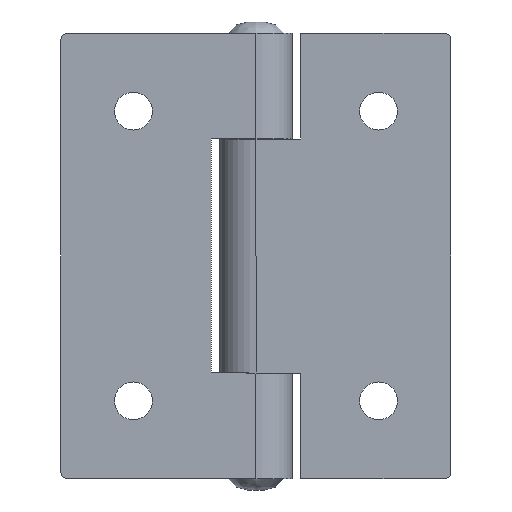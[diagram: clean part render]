
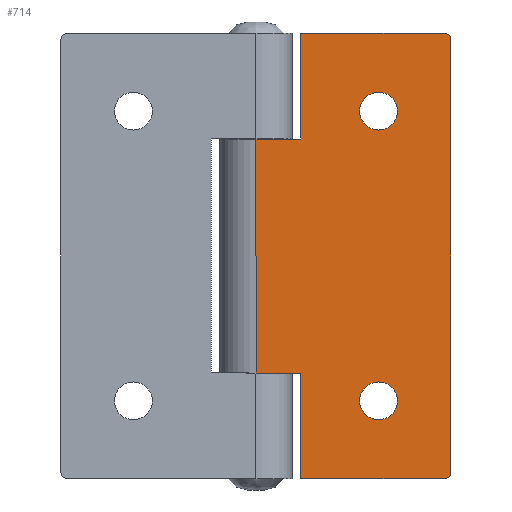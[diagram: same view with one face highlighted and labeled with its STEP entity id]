
A CAD part, front view. The second image highlights one B-rep face of the part: STEP entity #714.
In plain terms, the highlighted planar face has unit normal (0, -1, 0).
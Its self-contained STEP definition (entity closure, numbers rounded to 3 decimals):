
#42=FACE_BOUND('',#150,.T.);
#43=FACE_BOUND('',#151,.T.);
#63=PLANE('',#783);
#99=FACE_OUTER_BOUND('',#149,.T.);
#149=EDGE_LOOP('',(#600,#601,#602,#603,#604,#605,#606,#607,#608,#609));
#150=EDGE_LOOP('',(#610));
#151=EDGE_LOOP('',(#611));
#201=LINE('',#1214,#259);
#204=LINE('',#1220,#262);
#205=LINE('',#1222,#263);
#206=LINE('',#1224,#264);
#207=LINE('',#1226,#265);
#208=LINE('',#1228,#266);
#209=LINE('',#1230,#267);
#210=LINE('',#1232,#268);
#259=VECTOR('',#946,38.8);
#262=VECTOR('',#951,12.9);
#263=VECTOR('',#952,9.5);
#264=VECTOR('',#953,4.);
#265=VECTOR('',#954,21.);
#266=VECTOR('',#955,4.);
#267=VECTOR('',#956,9.5);
#268=VECTOR('',#957,12.9);
#309=CIRCLE('',#781,0.6);
#310=CIRCLE('',#784,0.6);
#311=CIRCLE('',#785,1.7);
#312=CIRCLE('',#786,1.7);
#361=VERTEX_POINT('',#1207);
#362=VERTEX_POINT('',#1209);
#363=VERTEX_POINT('',#1213);
#365=VERTEX_POINT('',#1219);
#366=VERTEX_POINT('',#1221);
#367=VERTEX_POINT('',#1223);
#368=VERTEX_POINT('',#1225);
#369=VERTEX_POINT('',#1227);
#370=VERTEX_POINT('',#1229);
#371=VERTEX_POINT('',#1231);
#372=VERTEX_POINT('',#1234);
#373=VERTEX_POINT('',#1236);
#444=EDGE_CURVE('',#361,#362,#309,.T.);
#446=EDGE_CURVE('',#362,#363,#201,.T.);
#449=EDGE_CURVE('',#365,#361,#204,.T.);
#450=EDGE_CURVE('',#365,#366,#205,.T.);
#451=EDGE_CURVE('',#366,#367,#206,.T.);
#452=EDGE_CURVE('',#367,#368,#207,.T.);
#453=EDGE_CURVE('',#368,#369,#208,.T.);
#454=EDGE_CURVE('',#369,#370,#209,.T.);
#455=EDGE_CURVE('',#371,#370,#210,.T.);
#456=EDGE_CURVE('',#363,#371,#310,.T.);
#457=EDGE_CURVE('',#372,#372,#311,.T.);
#458=EDGE_CURVE('',#373,#373,#312,.T.);
#600=ORIENTED_EDGE('',*,*,#444,.F.);
#601=ORIENTED_EDGE('',*,*,#449,.F.);
#602=ORIENTED_EDGE('',*,*,#450,.T.);
#603=ORIENTED_EDGE('',*,*,#451,.T.);
#604=ORIENTED_EDGE('',*,*,#452,.T.);
#605=ORIENTED_EDGE('',*,*,#453,.T.);
#606=ORIENTED_EDGE('',*,*,#454,.T.);
#607=ORIENTED_EDGE('',*,*,#455,.F.);
#608=ORIENTED_EDGE('',*,*,#456,.F.);
#609=ORIENTED_EDGE('',*,*,#446,.F.);
#610=ORIENTED_EDGE('',*,*,#457,.T.);
#611=ORIENTED_EDGE('',*,*,#458,.T.);
#714=ADVANCED_FACE('',(#99,#42,#43),#63,.T.);
#781=AXIS2_PLACEMENT_3D('',#1210,#941,#942);
#783=AXIS2_PLACEMENT_3D('',#1218,#949,#950);
#784=AXIS2_PLACEMENT_3D('',#1233,#958,#959);
#785=AXIS2_PLACEMENT_3D('',#1235,#960,#961);
#786=AXIS2_PLACEMENT_3D('',#1237,#962,#963);
#941=DIRECTION('center_axis',(0.,1.,0.));
#942=DIRECTION('ref_axis',(-0.707,0.,-0.707));
#946=DIRECTION('',(0.,0.,1.));
#949=DIRECTION('center_axis',(0.,-1.,0.));
#950=DIRECTION('ref_axis',(1.,0.,0.));
#951=DIRECTION('',(-1.,0.,0.));
#952=DIRECTION('',(0.,0.,1.));
#953=DIRECTION('',(1.,0.,0.));
#954=DIRECTION('',(0.,0.,1.));
#955=DIRECTION('',(-1.,0.,0.));
#956=DIRECTION('',(0.,0.,1.));
#957=DIRECTION('',(1.,0.,0.));
#958=DIRECTION('center_axis',(0.,1.,0.));
#959=DIRECTION('ref_axis',(-0.707,0.,0.707));
#960=DIRECTION('center_axis',(0.,1.,0.));
#961=DIRECTION('ref_axis',(1.,0.,0.));
#962=DIRECTION('center_axis',(0.,1.,0.));
#963=DIRECTION('ref_axis',(1.,0.,0.));
#1207=CARTESIAN_POINT('',(-16.9,0.,-20.));
#1209=CARTESIAN_POINT('',(-17.5,0.,-19.4));
#1210=CARTESIAN_POINT('Origin',(-16.9,0.,-19.4));
#1213=CARTESIAN_POINT('',(-17.5,0.,19.4));
#1214=CARTESIAN_POINT('',(-17.5,0.,0.));
#1218=CARTESIAN_POINT('Origin',(-17.5,0.,0.));
#1219=CARTESIAN_POINT('',(-4.,0.,-20.));
#1220=CARTESIAN_POINT('',(-17.5,0.,-20.));
#1221=CARTESIAN_POINT('',(-4.,0.,-10.5));
#1222=CARTESIAN_POINT('',(-4.,0.,-10.));
#1223=CARTESIAN_POINT('',(0.,0.,-10.5));
#1224=CARTESIAN_POINT('',(-10.75,0.,-10.5));
#1225=CARTESIAN_POINT('',(0.,0.,10.5));
#1226=CARTESIAN_POINT('',(0.,0.,0.));
#1227=CARTESIAN_POINT('',(-4.,0.,10.5));
#1228=CARTESIAN_POINT('',(-7.125,0.,10.5));
#1229=CARTESIAN_POINT('',(-4.,0.,20.));
#1230=CARTESIAN_POINT('',(-4.,0.,5.25));
#1231=CARTESIAN_POINT('',(-16.9,0.,20.));
#1232=CARTESIAN_POINT('',(-17.5,0.,20.));
#1233=CARTESIAN_POINT('Origin',(-16.9,0.,19.4));
#1234=CARTESIAN_POINT('',(-12.7,0.,-13.));
#1235=CARTESIAN_POINT('Origin',(-11.,0.,-13.));
#1236=CARTESIAN_POINT('',(-12.7,0.,13.));
#1237=CARTESIAN_POINT('Origin',(-11.,0.,13.));
